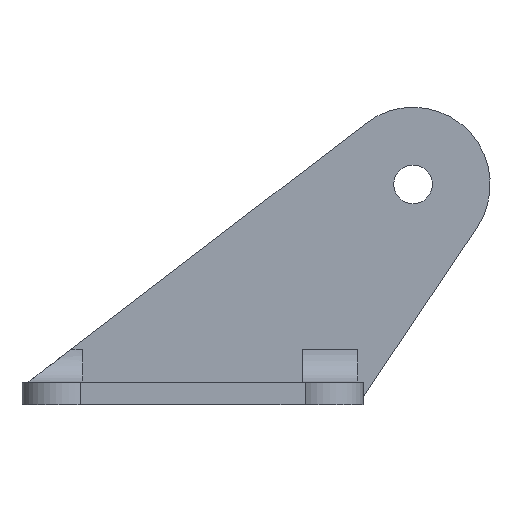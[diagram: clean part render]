
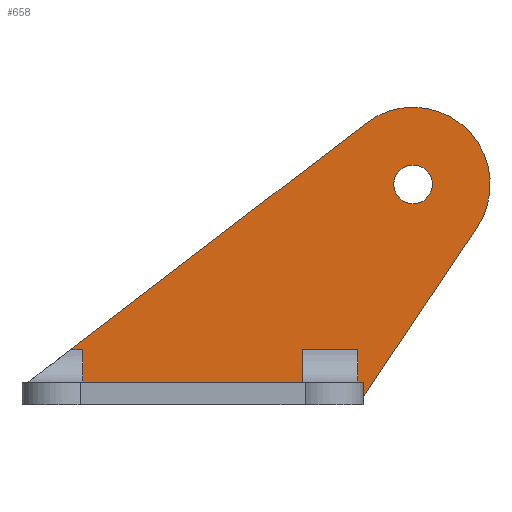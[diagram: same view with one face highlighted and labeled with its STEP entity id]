
A CAD part, left-side view. The second image highlights one B-rep face of the part: STEP entity #658.
In plain terms, the highlighted planar face has unit normal (-1, 0, 0).
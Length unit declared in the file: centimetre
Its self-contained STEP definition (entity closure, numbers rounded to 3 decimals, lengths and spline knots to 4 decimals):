
#104=PLANE('',#692);
#117=CIRCLE('',#693,0.7);
#118=CIRCLE('',#694,0.175);
#145=VECTOR('',#753,1.);
#146=VECTOR('',#755,1.);
#147=VECTOR('',#756,1.);
#148=VECTOR('',#757,1.);
#149=VECTOR('',#758,1.);
#150=VECTOR('',#759,1.);
#151=VECTOR('',#760,1.);
#152=VECTOR('',#763,1.);
#191=LINE('',#902,#145);
#192=LINE('',#904,#146);
#193=LINE('',#906,#147);
#194=LINE('',#908,#148);
#195=LINE('',#910,#149);
#196=LINE('',#912,#150);
#197=LINE('',#914,#151);
#198=LINE('',#918,#152);
#237=VERTEX_POINT('',#897);
#239=VERTEX_POINT('',#901);
#240=VERTEX_POINT('',#905);
#241=VERTEX_POINT('',#907);
#242=VERTEX_POINT('',#909);
#243=VERTEX_POINT('',#911);
#244=VERTEX_POINT('',#913);
#245=VERTEX_POINT('',#915);
#246=VERTEX_POINT('',#917);
#247=VERTEX_POINT('',#920);
#301=EDGE_CURVE('',#239,#237,#191,.T.);
#302=EDGE_CURVE('',#240,#239,#192,.T.);
#303=EDGE_CURVE('',#241,#240,#193,.T.);
#304=EDGE_CURVE('',#241,#242,#194,.T.);
#305=EDGE_CURVE('',#243,#242,#195,.T.);
#306=EDGE_CURVE('',#244,#243,#196,.T.);
#307=EDGE_CURVE('',#245,#244,#197,.T.);
#308=EDGE_CURVE('',#246,#245,#117,.T.);
#309=EDGE_CURVE('',#237,#246,#198,.T.);
#310=EDGE_CURVE('',#247,#247,#118,.T.);
#389=ORIENTED_EDGE('',*,*,#301,.F.);
#390=ORIENTED_EDGE('',*,*,#302,.F.);
#391=ORIENTED_EDGE('',*,*,#303,.F.);
#392=ORIENTED_EDGE('',*,*,#304,.T.);
#393=ORIENTED_EDGE('',*,*,#305,.F.);
#394=ORIENTED_EDGE('',*,*,#306,.F.);
#395=ORIENTED_EDGE('',*,*,#307,.F.);
#396=ORIENTED_EDGE('',*,*,#308,.F.);
#397=ORIENTED_EDGE('',*,*,#309,.F.);
#398=ORIENTED_EDGE('',*,*,#310,.T.);
#560=EDGE_LOOP('',(#389,#390,#391,#392,#393,#394,#395,#396,#397));
#561=EDGE_LOOP('',(#398));
#609=FACE_BOUND('',#560,.T.);
#610=FACE_BOUND('',#561,.T.);
#658=ADVANCED_FACE('',(#609,#610),#104,.F.);
#692=AXIS2_PLACEMENT_3D('',#903,#754,$);
#693=AXIS2_PLACEMENT_3D('',#916,#761,#762);
#694=AXIS2_PLACEMENT_3D('',#919,#764,#765);
#753=DIRECTION('',(0.,1.,0.));
#754=DIRECTION('',(1.,0.,0.));
#755=DIRECTION('',(0.,0.,1.));
#756=DIRECTION('',(0.,1.,0.));
#757=DIRECTION('',(0.,0.,1.));
#758=DIRECTION('',(0.,1.,0.));
#759=DIRECTION('',(0.,0.,1.));
#760=DIRECTION('',(0.,0.558,-0.83));
#761=DIRECTION('',(1.,0.,0.));
#762=DIRECTION('',(0.,0.,-0.7));
#763=DIRECTION('',(0.,-0.794,0.608));
#764=DIRECTION('',(1.,0.,0.));
#765=DIRECTION('',(0.,0.,-0.175));
#897=CARTESIAN_POINT('',(-0.15,1.1085,0.5));
#901=CARTESIAN_POINT('',(-0.15,1.,0.5));
#902=CARTESIAN_POINT('',(-0.15,-0.3803,0.5));
#903=CARTESIAN_POINT('',(-0.15,-0.7607,1.048));
#904=CARTESIAN_POINT('',(-0.15,1.,0.524));
#905=CARTESIAN_POINT('',(-0.15,1.,0.));
#906=CARTESIAN_POINT('',(-0.15,-1.5,0.));
#907=CARTESIAN_POINT('',(-0.15,-1.,0.));
#908=CARTESIAN_POINT('',(-0.15,-1.,0.524));
#909=CARTESIAN_POINT('',(-0.15,-1.,0.5));
#910=CARTESIAN_POINT('',(-0.15,-0.3803,0.5));
#911=CARTESIAN_POINT('',(-0.15,-1.5,0.5));
#912=CARTESIAN_POINT('',(-0.15,-1.5,0.524));
#913=CARTESIAN_POINT('',(-0.15,-1.5,0.));
#914=CARTESIAN_POINT('',(-0.15,-2.5811,1.6097));
#915=CARTESIAN_POINT('',(-0.15,-2.5811,1.6097));
#916=CARTESIAN_POINT('',(-0.15,-2.,2.));
#917=CARTESIAN_POINT('',(-0.15,-1.5742,2.5556));
#918=CARTESIAN_POINT('',(-0.15,1.5,0.2));
#919=CARTESIAN_POINT('',(-0.15,-2.,2.));
#920=CARTESIAN_POINT('',(-0.15,-2.,1.825));
